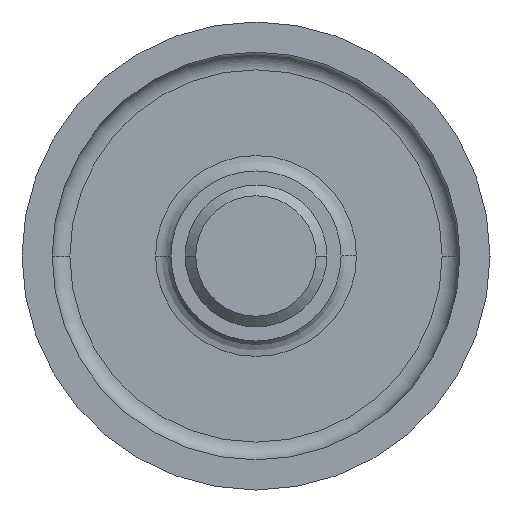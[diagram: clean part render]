
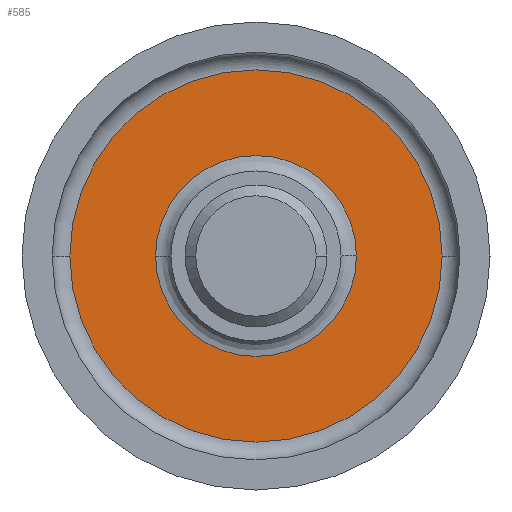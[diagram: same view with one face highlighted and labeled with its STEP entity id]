
A CAD part, left-side view. The second image highlights one B-rep face of the part: STEP entity #585.
In plain terms, the highlighted planar face has unit normal (-1, 0, 0).
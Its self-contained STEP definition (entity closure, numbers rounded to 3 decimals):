
#135=CARTESIAN_POINT('',(0.5,0.,0.));
#136=DIRECTION('',(1.,0.,0.));
#137=DIRECTION('',(0.,-1.,0.));
#138=AXIS2_PLACEMENT_3D('',#135,#136,#137);
#140=CARTESIAN_POINT('',(0.5,0.,0.));
#141=DIRECTION('',(1.,0.,0.));
#142=DIRECTION('',(0.,1.,0.));
#143=AXIS2_PLACEMENT_3D('',#140,#141,#142);
#145=CARTESIAN_POINT('',(0.5,0.,0.));
#146=DIRECTION('',(1.,0.,0.));
#147=DIRECTION('',(0.,-1.,0.));
#148=AXIS2_PLACEMENT_3D('',#145,#146,#147);
#150=CARTESIAN_POINT('',(0.5,0.,0.));
#151=DIRECTION('',(1.,0.,0.));
#152=DIRECTION('',(0.,1.,0.));
#153=AXIS2_PLACEMENT_3D('',#150,#151,#152);
#316=CARTESIAN_POINT('',(0.5,-5.25,0.));
#317=CARTESIAN_POINT('',(0.5,5.25,0.));
#318=VERTEX_POINT('',#316);
#319=VERTEX_POINT('',#317);
#328=CARTESIAN_POINT('',(0.5,-2.833,0.));
#329=CARTESIAN_POINT('',(0.5,2.833,0.));
#330=VERTEX_POINT('',#328);
#331=VERTEX_POINT('',#329);
#569=CARTESIAN_POINT('',(0.5,0.,0.));
#570=DIRECTION('',(-1.,0.,0.));
#571=DIRECTION('',(0.,1.,0.));
#572=AXIS2_PLACEMENT_3D('',#569,#570,#571);
#573=PLANE('',#572);
#574=ORIENTED_EDGE('',*,*,#559,.T.);
#576=ORIENTED_EDGE('',*,*,#575,.T.);
#577=EDGE_LOOP('',(#574,#576));
#578=FACE_OUTER_BOUND('',#577,.F.);
#580=ORIENTED_EDGE('',*,*,#579,.F.);
#582=ORIENTED_EDGE('',*,*,#581,.F.);
#583=EDGE_LOOP('',(#580,#582));
#584=FACE_BOUND('',#583,.F.);
#585=ADVANCED_FACE('',(#578,#584),#573,.T.);
#139=CIRCLE('',#138,5.25);
#144=CIRCLE('',#143,5.25);
#149=CIRCLE('',#148,2.833);
#154=CIRCLE('',#153,2.833);
#559=EDGE_CURVE('',#318,#319,#139,.T.);
#575=EDGE_CURVE('',#319,#318,#144,.T.);
#579=EDGE_CURVE('',#330,#331,#149,.T.);
#581=EDGE_CURVE('',#331,#330,#154,.T.);
